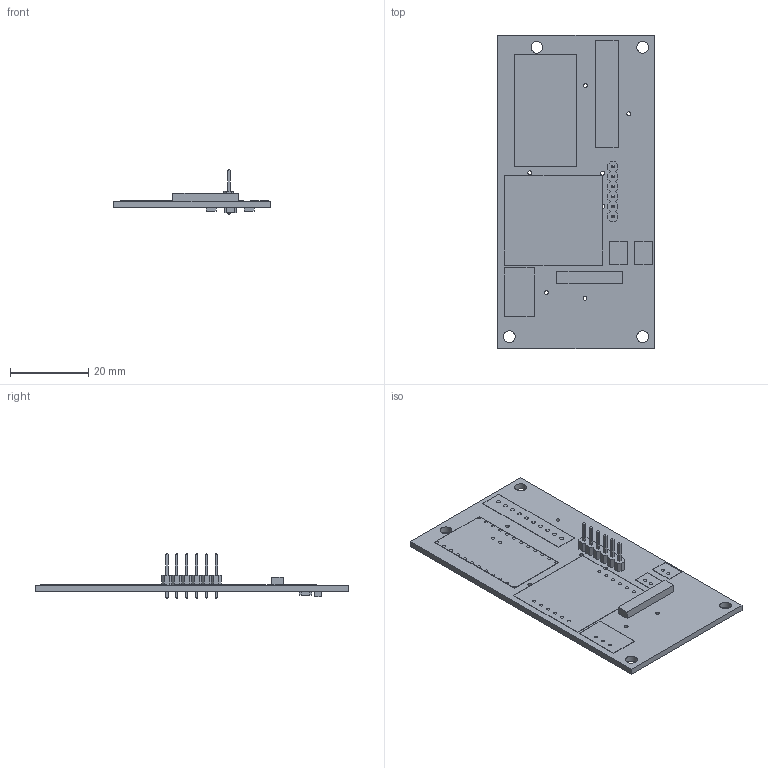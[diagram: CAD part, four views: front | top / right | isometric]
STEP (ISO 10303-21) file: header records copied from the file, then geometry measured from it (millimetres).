
FILE_DESCRIPTION(/* description */ (''),/* implementation_level */ '2;1');
FILE_NAME(/* name */ '700b73c7-6b6b-4a4b-b790-effb6e11e9ce.stp',/* time_stamp */ '2020-03-04T18:31:35+00:00',/* author */ (''),/* organization */ (''),/* preprocessor_version */ 'ST-DEVELOPER v18',/* originating_system */ 'Autodesk Translation Framework v8.12.0.6',/* authorisation */ '');
FILE_SCHEMA (('AUTOMOTIVE_DESIGN { 1 0 10303 214 3 1 1 }'));
Length unit declared in the file: millimetre
Products named in the file (13): 700b73c7-6b6b-4a4b-b790-effb6e11e9ce; PCB Component; Board; SIM800LMODULE; MA07-1; JST-XH-10-PIN-ROUND-PAD; 1X06; JST-PH2; ABK-PRO-MINI; TSR_1-2433; TC1014-3.3VCT713; 470 pF; 1 uF
Assembly tree (14 placements, depth 3):
  700b73c7-6b6b-4a4b-b790-effb6e11e9ce
    PCB Component
      Board
      SIM800LMODULE
      MA07-1
      JST-XH-10-PIN-ROUND-PAD
      1X06
      JST-PH2  x2
      ABK-PRO-MINI
      TSR_1-2433
      TC1014-3.3VCT713
      470 pF
      1 uF  x2
Bounding box: 40 x 80 x 11.34 mm (x, y, z)
Volume: 5278.7 mm3; surface area: 10321.4 mm2
Topology: 13 solids, 13 shells, 323 faces, 807 edges, 522 vertices
Faces by surface type: plane 244, cylinder 79
Full cylindrical faces by diameter (mm): 0.71 x3, 0.8 x38, 0.813 x4, 1 x7, 1.016 x23, 3 x4
Entity records: 9993 total; most frequent: CARTESIAN_POINT 1579, DIRECTION 1577, ORIENTED_EDGE 1518, EDGE_CURVE 759, LINE 601, VECTOR 601, VERTEX_POINT 490, AXIS2_PLACEMENT_3D 488
